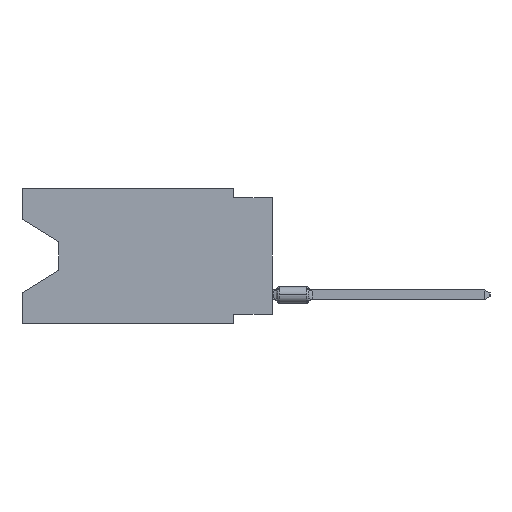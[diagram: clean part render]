
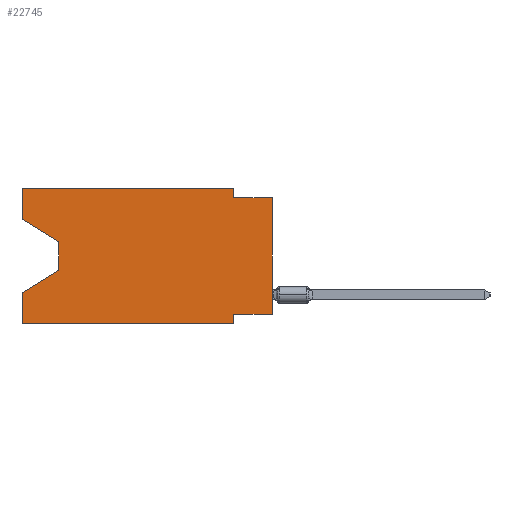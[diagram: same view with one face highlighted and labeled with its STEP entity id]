
A CAD part, left-side view. The second image highlights one B-rep face of the part: STEP entity #22745.
In plain terms, the highlighted planar face has unit normal (-1, 0, 0).
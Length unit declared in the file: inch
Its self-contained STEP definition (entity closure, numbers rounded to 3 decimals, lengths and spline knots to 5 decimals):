
#693 = PLANE ( 'NONE',  #29280 ) ;
#1304 = LINE ( 'NONE', #40019, #29727 ) ;
#2083 = VECTOR ( 'NONE', #23747, 39.37008 ) ;
#2267 = EDGE_LOOP ( 'NONE', ( #30181, #45216, #27874, #30515, #55027, #49261, #17462, #78179, #80604, #41258, #39362, #59638 ) ) ;
#2952 = VECTOR ( 'NONE', #20549, 39.37008 ) ;
#5620 = CARTESIAN_POINT ( 'NONE',  ( 0., 0., -0.325 ) ) ;
#5666 = DIRECTION ( 'NONE',  ( 0., 0., 1. ) ) ;
#6037 = LINE ( 'NONE', #5620, #17267 ) ;
#6325 = CARTESIAN_POINT ( 'NONE',  ( 0., 0.645, 0. ) ) ;
#6693 = VERTEX_POINT ( 'NONE', #28490 ) ;
#8207 = LINE ( 'NONE', #39532, #2952 ) ;
#8466 = CARTESIAN_POINT ( 'NONE',  ( 0., 0.55, -0.138 ) ) ;
#9417 = VECTOR ( 'NONE', #47412, 39.37008 ) ;
#9799 = CARTESIAN_POINT ( 'NONE',  ( 0., 0.645, -0.08025 ) ) ;
#11128 = LINE ( 'NONE', #55205, #9417 ) ;
#13656 = CARTESIAN_POINT ( 'NONE',  ( 0., 0., -0.325 ) ) ;
#13895 = VECTOR ( 'NONE', #77701, 39.37008 ) ;
#15430 = VECTOR ( 'NONE', #72855, 39.37008 ) ;
#15759 = VECTOR ( 'NONE', #47189, 39.37008 ) ;
#17267 = VECTOR ( 'NONE', #37346, 39.37008 ) ;
#17462 = ORIENTED_EDGE ( 'NONE', *, *, #59468, .F. ) ;
#18868 = VERTEX_POINT ( 'NONE', #22760 ) ;
#19634 = DIRECTION ( 'NONE',  ( 1., 0., 0. ) ) ;
#19979 = CARTESIAN_POINT ( 'NONE',  ( 0., 0.645, 0. ) ) ;
#20549 = DIRECTION ( 'NONE',  ( 0., 0.855, -0.519 ) ) ;
#20820 = LINE ( 'NONE', #8466, #13895 ) ;
#20939 = EDGE_CURVE ( 'NONE', #39876, #18868, #55511, .T. ) ;
#21087 = VERTEX_POINT ( 'NONE', #50995 ) ;
#22745 = ADVANCED_FACE ( 'NONE', ( #57133 ), #693, .F. ) ;
#22760 = CARTESIAN_POINT ( 'NONE',  ( 0., 0.645, -0.26975 ) ) ;
#23287 = EDGE_CURVE ( 'NONE', #39876, #6693, #11128, .T. ) ;
#23504 = EDGE_CURVE ( 'NONE', #50099, #18868, #8207, .T. ) ;
#23747 = DIRECTION ( 'NONE',  ( 0., 0., -1. ) ) ;
#27598 = DIRECTION ( 'NONE',  ( 0., 0., 1. ) ) ;
#27804 = CARTESIAN_POINT ( 'NONE',  ( 0., 0.1, 0. ) ) ;
#27874 = ORIENTED_EDGE ( 'NONE', *, *, #23504, .T. ) ;
#28490 = CARTESIAN_POINT ( 'NONE',  ( 0., 0.1, -0.35 ) ) ;
#29280 = AXIS2_PLACEMENT_3D ( 'NONE', #51367, #19634, #76525 ) ;
#29623 = VERTEX_POINT ( 'NONE', #13656 ) ;
#29727 = VECTOR ( 'NONE', #77117, 39.37008 ) ;
#29889 = EDGE_CURVE ( 'NONE', #66578, #42773, #1304, .T. ) ;
#30181 = ORIENTED_EDGE ( 'NONE', *, *, #52697, .T. ) ;
#30515 = ORIENTED_EDGE ( 'NONE', *, *, #20939, .F. ) ;
#32009 = CARTESIAN_POINT ( 'NONE',  ( 0., 0.1, 0. ) ) ;
#32750 = VERTEX_POINT ( 'NONE', #65982 ) ;
#32899 = CARTESIAN_POINT ( 'NONE',  ( 0., 0., 0. ) ) ;
#34927 = LINE ( 'NONE', #48514, #2083 ) ;
#37346 = DIRECTION ( 'NONE',  ( 0., 1., 0. ) ) ;
#38523 = CARTESIAN_POINT ( 'NONE',  ( 0., 0., -0.025 ) ) ;
#39362 = ORIENTED_EDGE ( 'NONE', *, *, #29889, .F. ) ;
#39532 = CARTESIAN_POINT ( 'NONE',  ( 0., 0.55, -0.212 ) ) ;
#39876 = VERTEX_POINT ( 'NONE', #61271 ) ;
#39986 = LINE ( 'NONE', #6325, #47240 ) ;
#40019 = CARTESIAN_POINT ( 'NONE',  ( 0., 0.645, 0. ) ) ;
#40800 = CARTESIAN_POINT ( 'NONE',  ( 0., 0.55, -0.138 ) ) ;
#41258 = ORIENTED_EDGE ( 'NONE', *, *, #67951, .F. ) ;
#42773 = VERTEX_POINT ( 'NONE', #32009 ) ;
#45216 = ORIENTED_EDGE ( 'NONE', *, *, #51276, .T. ) ;
#47189 = DIRECTION ( 'NONE',  ( 0., 0., -1. ) ) ;
#47240 = VECTOR ( 'NONE', #27598, 39.37008 ) ;
#47412 = DIRECTION ( 'NONE',  ( 0., -1., 0. ) ) ;
#47695 = LINE ( 'NONE', #9799, #15430 ) ;
#48514 = CARTESIAN_POINT ( 'NONE',  ( 0., 0.1, -0.35 ) ) ;
#49261 = ORIENTED_EDGE ( 'NONE', *, *, #80905, .F. ) ;
#50099 = VERTEX_POINT ( 'NONE', #59133 ) ;
#50995 = CARTESIAN_POINT ( 'NONE',  ( 0., 0.645, -0.08025 ) ) ;
#51276 = EDGE_CURVE ( 'NONE', #76172, #50099, #20820, .T. ) ;
#51367 = CARTESIAN_POINT ( 'NONE',  ( 0., 0.645, 0. ) ) ;
#51439 = LINE ( 'NONE', #32899, #79130 ) ;
#52697 = EDGE_CURVE ( 'NONE', #21087, #76172, #47695, .T. ) ;
#54049 = VECTOR ( 'NONE', #5666, 39.37008 ) ;
#55027 = ORIENTED_EDGE ( 'NONE', *, *, #23287, .T. ) ;
#55205 = CARTESIAN_POINT ( 'NONE',  ( 0., 0.645, -0.35 ) ) ;
#55511 = LINE ( 'NONE', #74918, #54049 ) ;
#57133 = FACE_OUTER_BOUND ( 'NONE', #2267, .T. ) ;
#59133 = CARTESIAN_POINT ( 'NONE',  ( 0., 0.55, -0.212 ) ) ;
#59181 = EDGE_CURVE ( 'NONE', #29623, #80470, #51439, .T. ) ;
#59468 = EDGE_CURVE ( 'NONE', #29623, #71333, #6037, .T. ) ;
#59638 = ORIENTED_EDGE ( 'NONE', *, *, #67040, .F. ) ;
#61271 = CARTESIAN_POINT ( 'NONE',  ( 0., 0.645, -0.35 ) ) ;
#61296 = VECTOR ( 'NONE', #71477, 39.37008 ) ;
#61837 = CARTESIAN_POINT ( 'NONE',  ( 0., 0.1, -0.325 ) ) ;
#62074 = EDGE_CURVE ( 'NONE', #32750, #80470, #64469, .T. ) ;
#64469 = LINE ( 'NONE', #38523, #61296 ) ;
#64611 = DIRECTION ( 'NONE',  ( 0., 0., 1. ) ) ;
#65982 = CARTESIAN_POINT ( 'NONE',  ( 0., 0.1, -0.025 ) ) ;
#66578 = VERTEX_POINT ( 'NONE', #19979 ) ;
#67040 = EDGE_CURVE ( 'NONE', #21087, #66578, #39986, .T. ) ;
#67951 = EDGE_CURVE ( 'NONE', #42773, #32750, #72744, .T. ) ;
#71333 = VERTEX_POINT ( 'NONE', #61837 ) ;
#71408 = CARTESIAN_POINT ( 'NONE',  ( 0., 0., -0.025 ) ) ;
#71477 = DIRECTION ( 'NONE',  ( 0., -1., 0. ) ) ;
#72744 = LINE ( 'NONE', #27804, #15759 ) ;
#72855 = DIRECTION ( 'NONE',  ( 0., -0.855, -0.519 ) ) ;
#74918 = CARTESIAN_POINT ( 'NONE',  ( 0., 0.645, 0. ) ) ;
#76172 = VERTEX_POINT ( 'NONE', #40800 ) ;
#76525 = DIRECTION ( 'NONE',  ( 0., 0., -1. ) ) ;
#77117 = DIRECTION ( 'NONE',  ( 0., -1., 0. ) ) ;
#77701 = DIRECTION ( 'NONE',  ( 0., 0., -1. ) ) ;
#78179 = ORIENTED_EDGE ( 'NONE', *, *, #59181, .T. ) ;
#79130 = VECTOR ( 'NONE', #64611, 39.37008 ) ;
#80470 = VERTEX_POINT ( 'NONE', #71408 ) ;
#80604 = ORIENTED_EDGE ( 'NONE', *, *, #62074, .F. ) ;
#80905 = EDGE_CURVE ( 'NONE', #71333, #6693, #34927, .T. ) ;
